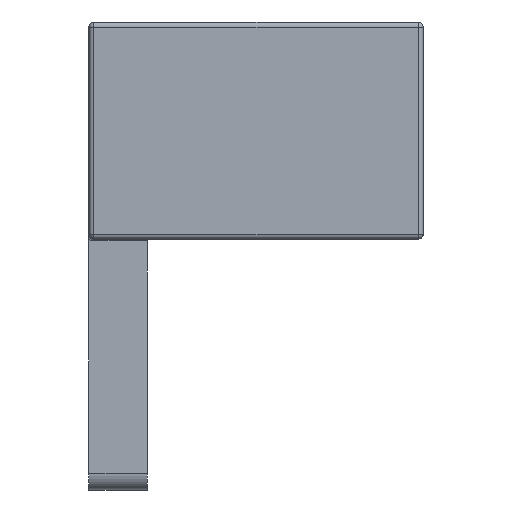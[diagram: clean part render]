
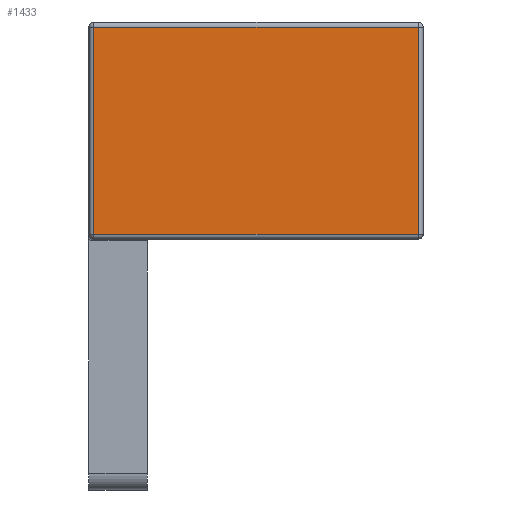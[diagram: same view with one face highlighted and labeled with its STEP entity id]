
A CAD part, left-side view. The second image highlights one B-rep face of the part: STEP entity #1433.
In plain terms, the highlighted planar face has unit normal (-1, 0, 0).
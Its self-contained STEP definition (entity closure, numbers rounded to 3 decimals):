
#90=PLANE('',#1621);
#161=FACE_OUTER_BOUND('',#276,.T.);
#276=EDGE_LOOP('',(#1186,#1187,#1188,#1189));
#353=LINE('',#2420,#438);
#355=LINE('',#2429,#440);
#357=LINE('',#2432,#442);
#360=LINE('',#2437,#445);
#438=VECTOR('',#1950,10.);
#440=VECTOR('',#1962,10.);
#442=VECTOR('',#1966,10.);
#445=VECTOR('',#1973,10.);
#668=VERTEX_POINT('',#2383);
#677=VERTEX_POINT('',#2410);
#678=VERTEX_POINT('',#2414);
#680=VERTEX_POINT('',#2425);
#831=EDGE_CURVE('',#668,#678,#353,.T.);
#836=EDGE_CURVE('',#678,#680,#355,.T.);
#838=EDGE_CURVE('',#680,#677,#357,.T.);
#841=EDGE_CURVE('',#677,#668,#360,.T.);
#1186=ORIENTED_EDGE('',*,*,#831,.F.);
#1187=ORIENTED_EDGE('',*,*,#841,.F.);
#1188=ORIENTED_EDGE('',*,*,#838,.F.);
#1189=ORIENTED_EDGE('',*,*,#836,.F.);
#1433=ADVANCED_FACE('',(#161),#90,.T.);
#1621=AXIS2_PLACEMENT_3D('',#2484,#2035,#2036);
#1950=DIRECTION('',(0.,1.,0.));
#1962=DIRECTION('',(0.,0.,1.));
#1966=DIRECTION('',(0.,-1.,0.));
#1973=DIRECTION('',(0.,0.,-1.));
#2035=DIRECTION('center_axis',(-1.,0.,0.));
#2036=DIRECTION('ref_axis',(0.,0.,-1.));
#2383=CARTESIAN_POINT('',(-55.,-19.7,-12.7));
#2410=CARTESIAN_POINT('',(-55.,-19.7,-0.3));
#2414=CARTESIAN_POINT('',(-55.,-0.3,-12.7));
#2420=CARTESIAN_POINT('',(-55.,0.,-12.7));
#2425=CARTESIAN_POINT('',(-55.,-0.3,-0.3));
#2429=CARTESIAN_POINT('',(-55.,-0.3,-4.462));
#2432=CARTESIAN_POINT('',(-55.,0.,-0.3));
#2437=CARTESIAN_POINT('',(-55.,-19.7,-4.462));
#2484=CARTESIAN_POINT('Origin',(-55.,0.,0.));
